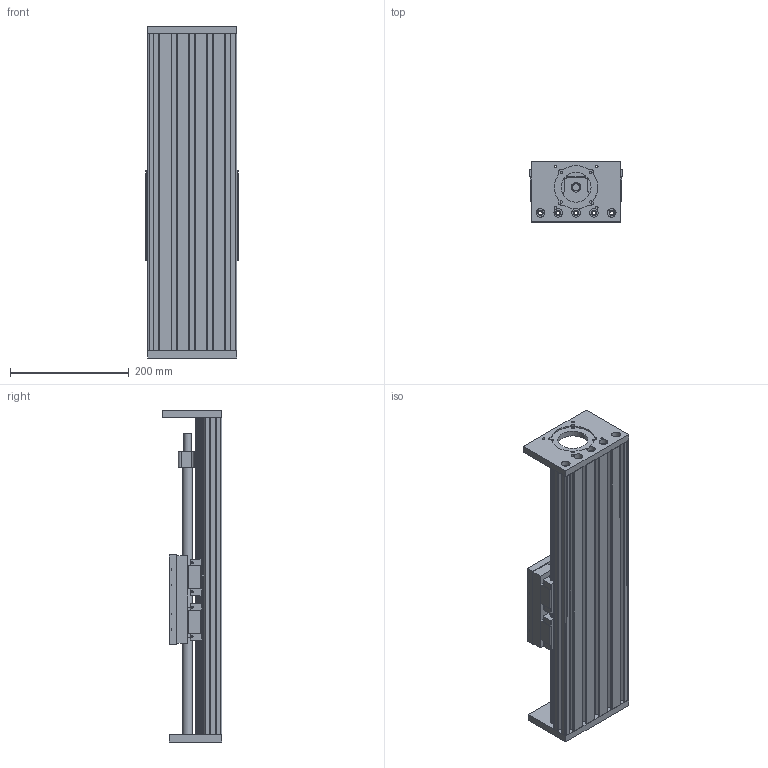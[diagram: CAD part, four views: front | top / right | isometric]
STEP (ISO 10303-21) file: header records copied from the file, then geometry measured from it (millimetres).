
FILE_DESCRIPTION(/* description */ (''),/* implementation_level */ '2;1');
FILE_NAME(/* name */ 'GX150-15线轨-300行程.stp',/* time_stamp */ '2022-06-01T18:05:50+08:00',/* author */ (''),/* organization */ (''),/* preprocessor_version */ 'ST-DEVELOPER v16',/* originating_system */ 'SIEMENS PLM Software NX 10.0',/* authorisation */ '');
FILE_SCHEMA (('AP203_CONFIGURATION_CONTROLLED_3D_DESIGN_OF_MECHANICAL_PARTS_AND_ASSEMBLIES_MIM_LF { 1 0 10303 403 2 1 2}'));
Length unit declared in the file: millimetre
Products named in the file (1): Admi1B78CFABobqf
Bounding box: 155 x 101 x 559 mm (x, y, z)
Volume: 2076574.9 mm3; surface area: 976554.7 mm2
Topology: 18 solids, 18 shells, 1393 faces, 3723 edges, 2492 vertices
Faces by surface type: plane 693, cylinder 690, cone 10
Full cylindrical faces by diameter (mm): 4.3 x14, 4.5 x22, 5 x14, 5.5 x10, 6.6 x10, 8 x22, 9 x10, 10 x4, 11 x4, 12 x4, 14.5 x10, 16 x3, 20 x1, 28 x4, 29 x1
Entity records: 43605 total; most frequent: DIRECTION 7769, CARTESIAN_POINT 7430, ORIENTED_EDGE 7142, EDGE_CURVE 3571, AXIS2_PLACEMENT_3D 2804, VERTEX_POINT 2465, LINE 2161, VECTOR 2161
